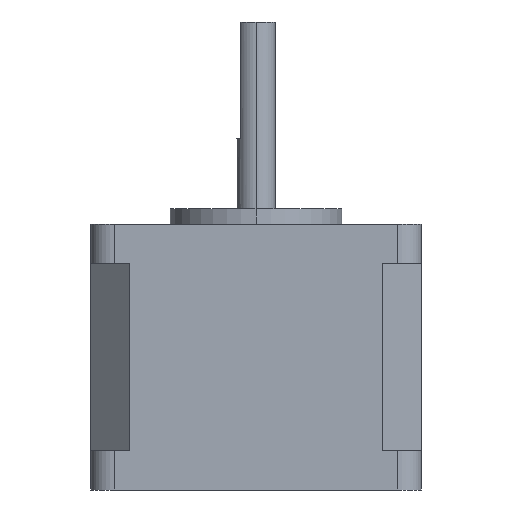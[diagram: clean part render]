
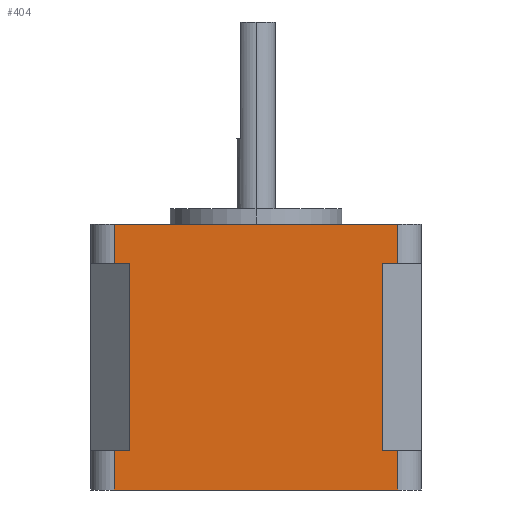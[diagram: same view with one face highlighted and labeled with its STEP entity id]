
A CAD part, left-side view. The second image highlights one B-rep face of the part: STEP entity #404.
In plain terms, the highlighted planar face has unit normal (-1, 0, 0).
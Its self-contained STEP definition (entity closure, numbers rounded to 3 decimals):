
#44 = VERTEX_POINT ( 'NONE', #351 ) ;
#48 = CARTESIAN_POINT ( 'NONE',  ( -21.15, 18.15, 34. ) ) ;
#103 = VERTEX_POINT ( 'NONE', #946 ) ;
#109 = EDGE_CURVE ( 'NONE', #44, #1071, #206, .T. ) ;
#144 = VECTOR ( 'NONE', #1471, 1000. ) ;
#206 = LINE ( 'NONE', #48, #144 ) ;
#229 = ORIENTED_EDGE ( 'NONE', *, *, #1090, .T. ) ;
#255 = VECTOR ( 'NONE', #1552, 1000. ) ;
#266 = CARTESIAN_POINT ( 'NONE',  ( -21.15, 16.15, -7.071 ) ) ;
#268 = EDGE_CURVE ( 'NONE', #1600, #1147, #424, .T. ) ;
#270 = LINE ( 'NONE', #430, #1820 ) ;
#282 = EDGE_LOOP ( 'NONE', ( #1869, #1326, #354, #704, #396, #1117, #920, #578, #2188, #923, #229, #2084 ) ) ;
#317 = VERTEX_POINT ( 'NONE', #686 ) ;
#334 = AXIS2_PLACEMENT_3D ( 'NONE', #1914, #1538, #1514 ) ;
#339 = EDGE_CURVE ( 'NONE', #1245, #1529, #516, .T. ) ;
#351 = CARTESIAN_POINT ( 'NONE',  ( -21.15, 18.15, 34. ) ) ;
#354 = ORIENTED_EDGE ( 'NONE', *, *, #2208, .T. ) ;
#380 = VECTOR ( 'NONE', #768, 1000. ) ;
#384 = CARTESIAN_POINT ( 'NONE',  ( -21.15, 21.15, 29. ) ) ;
#396 = ORIENTED_EDGE ( 'NONE', *, *, #339, .T. ) ;
#404 = ADVANCED_FACE ( 'NONE', ( #2072 ), #2081, .F. ) ;
#406 = DIRECTION ( 'NONE',  ( 0., -1., 0. ) ) ;
#424 = LINE ( 'NONE', #1983, #1413 ) ;
#430 = CARTESIAN_POINT ( 'NONE',  ( -21.15, 21.15, 5. ) ) ;
#479 = CARTESIAN_POINT ( 'NONE',  ( -21.15, -18.15, 34. ) ) ;
#488 = CARTESIAN_POINT ( 'NONE',  ( -21.15, -16.15, 29. ) ) ;
#493 = EDGE_CURVE ( 'NONE', #317, #1600, #270, .T. ) ;
#516 = LINE ( 'NONE', #1226, #905 ) ;
#578 = ORIENTED_EDGE ( 'NONE', *, *, #1975, .F. ) ;
#604 = DIRECTION ( 'NONE',  ( 0., 0., -1. ) ) ;
#615 = CARTESIAN_POINT ( 'NONE',  ( -21.15, 18.15, 0. ) ) ;
#630 = DIRECTION ( 'NONE',  ( 0., -1., 0. ) ) ;
#642 = VECTOR ( 'NONE', #1657, 1000. ) ;
#686 = CARTESIAN_POINT ( 'NONE',  ( -21.15, 16.15, 5. ) ) ;
#704 = ORIENTED_EDGE ( 'NONE', *, *, #1602, .F. ) ;
#712 = VERTEX_POINT ( 'NONE', #488 ) ;
#768 = DIRECTION ( 'NONE',  ( 0., 0., -1. ) ) ;
#905 = VECTOR ( 'NONE', #1192, 1000. ) ;
#920 = ORIENTED_EDGE ( 'NONE', *, *, #1558, .T. ) ;
#921 = CARTESIAN_POINT ( 'NONE',  ( -21.15, -18.15, 34. ) ) ;
#923 = ORIENTED_EDGE ( 'NONE', *, *, #1866, .T. ) ;
#946 = CARTESIAN_POINT ( 'NONE',  ( -21.15, 18.15, 29. ) ) ;
#986 = CARTESIAN_POINT ( 'NONE',  ( -21.15, -16.15, 5. ) ) ;
#998 = VECTOR ( 'NONE', #2259, 1000. ) ;
#1021 = CARTESIAN_POINT ( 'NONE',  ( -21.15, -16.15, -7.071 ) ) ;
#1059 = VECTOR ( 'NONE', #1187, 1000. ) ;
#1071 = VERTEX_POINT ( 'NONE', #921 ) ;
#1078 = CARTESIAN_POINT ( 'NONE',  ( -21.15, 18.15, 0. ) ) ;
#1090 = EDGE_CURVE ( 'NONE', #103, #1593, #1125, .T. ) ;
#1117 = ORIENTED_EDGE ( 'NONE', *, *, #1720, .T. ) ;
#1125 = LINE ( 'NONE', #384, #1370 ) ;
#1147 = VERTEX_POINT ( 'NONE', #615 ) ;
#1187 = DIRECTION ( 'NONE',  ( 0., 0., -1. ) ) ;
#1192 = DIRECTION ( 'NONE',  ( 0., 1., 0. ) ) ;
#1226 = CARTESIAN_POINT ( 'NONE',  ( -21.15, -16.15, 5. ) ) ;
#1245 = VERTEX_POINT ( 'NONE', #1481 ) ;
#1326 = ORIENTED_EDGE ( 'NONE', *, *, #268, .T. ) ;
#1362 = LINE ( 'NONE', #2221, #1519 ) ;
#1370 = VECTOR ( 'NONE', #406, 1000. ) ;
#1413 = VECTOR ( 'NONE', #604, 1000. ) ;
#1471 = DIRECTION ( 'NONE',  ( 0., -1., 0. ) ) ;
#1481 = CARTESIAN_POINT ( 'NONE',  ( -21.15, -18.15, 5. ) ) ;
#1489 = CARTESIAN_POINT ( 'NONE',  ( -21.15, 18.15, 5. ) ) ;
#1514 = DIRECTION ( 'NONE',  ( 0., 0., -1. ) ) ;
#1519 = VECTOR ( 'NONE', #630, 1000. ) ;
#1529 = VERTEX_POINT ( 'NONE', #986 ) ;
#1533 = EDGE_CURVE ( 'NONE', #317, #1593, #2181, .T. ) ;
#1538 = DIRECTION ( 'NONE',  ( 1., 0., 0. ) ) ;
#1552 = DIRECTION ( 'NONE',  ( 0., 0., 1. ) ) ;
#1558 = EDGE_CURVE ( 'NONE', #712, #1597, #1362, .T. ) ;
#1575 = LINE ( 'NONE', #1021, #255 ) ;
#1593 = VERTEX_POINT ( 'NONE', #2042 ) ;
#1597 = VERTEX_POINT ( 'NONE', #2199 ) ;
#1600 = VERTEX_POINT ( 'NONE', #1489 ) ;
#1602 = EDGE_CURVE ( 'NONE', #1245, #2133, #1875, .T. ) ;
#1657 = DIRECTION ( 'NONE',  ( 0., 0., -1. ) ) ;
#1679 = DIRECTION ( 'NONE',  ( 0., 0., 1. ) ) ;
#1720 = EDGE_CURVE ( 'NONE', #1529, #712, #1575, .T. ) ;
#1790 = LINE ( 'NONE', #2142, #380 ) ;
#1820 = VECTOR ( 'NONE', #2036, 1000. ) ;
#1842 = CARTESIAN_POINT ( 'NONE',  ( -21.15, -18.15, 34. ) ) ;
#1844 = VECTOR ( 'NONE', #1679, 1000. ) ;
#1866 = EDGE_CURVE ( 'NONE', #44, #103, #1790, .T. ) ;
#1869 = ORIENTED_EDGE ( 'NONE', *, *, #493, .T. ) ;
#1875 = LINE ( 'NONE', #1842, #642 ) ;
#1914 = CARTESIAN_POINT ( 'NONE',  ( -21.15, 18.15, 34. ) ) ;
#1915 = LINE ( 'NONE', #1078, #998 ) ;
#1975 = EDGE_CURVE ( 'NONE', #1071, #1597, #2044, .T. ) ;
#1983 = CARTESIAN_POINT ( 'NONE',  ( -21.15, 18.15, 34. ) ) ;
#2036 = DIRECTION ( 'NONE',  ( 0., 1., 0. ) ) ;
#2039 = CARTESIAN_POINT ( 'NONE',  ( -21.15, -18.15, 0. ) ) ;
#2042 = CARTESIAN_POINT ( 'NONE',  ( -21.15, 16.15, 29. ) ) ;
#2044 = LINE ( 'NONE', #479, #1059 ) ;
#2072 = FACE_OUTER_BOUND ( 'NONE', #282, .T. ) ;
#2081 = PLANE ( 'NONE',  #334 ) ;
#2084 = ORIENTED_EDGE ( 'NONE', *, *, #1533, .F. ) ;
#2133 = VERTEX_POINT ( 'NONE', #2039 ) ;
#2142 = CARTESIAN_POINT ( 'NONE',  ( -21.15, 18.15, 34. ) ) ;
#2181 = LINE ( 'NONE', #266, #1844 ) ;
#2188 = ORIENTED_EDGE ( 'NONE', *, *, #109, .F. ) ;
#2199 = CARTESIAN_POINT ( 'NONE',  ( -21.15, -18.15, 29. ) ) ;
#2208 = EDGE_CURVE ( 'NONE', #1147, #2133, #1915, .T. ) ;
#2221 = CARTESIAN_POINT ( 'NONE',  ( -21.15, -16.15, 29. ) ) ;
#2259 = DIRECTION ( 'NONE',  ( 0., -1., 0. ) ) ;
